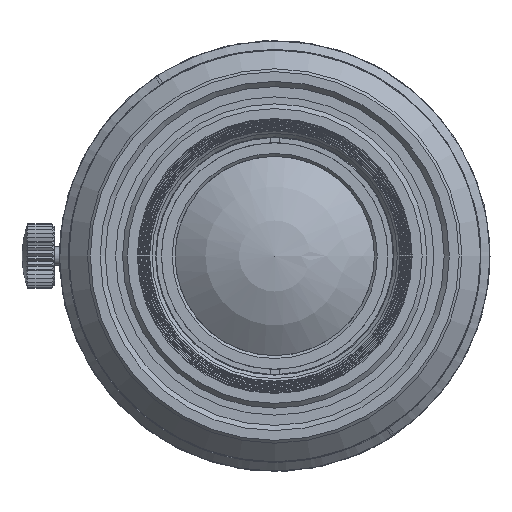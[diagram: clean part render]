
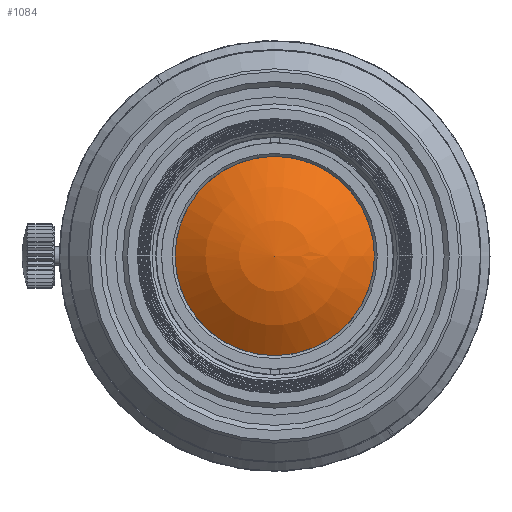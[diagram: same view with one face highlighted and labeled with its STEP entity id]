
A CAD part, left-side view. The second image highlights one B-rep face of the part: STEP entity #1084.
In plain terms, the highlighted spherical face has radius 17.163 mm.
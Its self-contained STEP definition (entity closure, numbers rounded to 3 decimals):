
#125=SPHERICAL_SURFACE('',#9549,17.163);
#674=FACE_OUTER_BOUND('',#3077,.T.);
#1084=ADVANCED_FACE('',(#674),#125,.T.);
#3077=EDGE_LOOP('',(#5652));
#5652=ORIENTED_EDGE('',*,*,#8091,.F.);
#6790=VERTEX_POINT('',#17786);
#8091=EDGE_CURVE('',#6790,#6790,#8918,.T.);
#8918=B_SPLINE_CURVE_WITH_KNOTS('',3,(#17768,#17769,#17770,#17771,#17772,
#17773,#17774,#17775,#17776,#17777,#17778,#17779,#17780,#17781,#17782,#17783,
#17784,#17785),.UNSPECIFIED.,.T.,.F.,(2,2,2,2,2,2,2,2,2,2,2),(-0.125,0.,
0.125,0.25,0.375,0.5,0.625,0.75,0.875,1.,1.125),.UNSPECIFIED.);
#9549=AXIS2_PLACEMENT_3D('',#17848,#11092,#11093);
#11092=DIRECTION('',(1.,0.,0.));
#11093=DIRECTION('',(0.,-1.,0.));
#17768=CARTESIAN_POINT('',(-59.91,10.65,-2.788));
#17769=CARTESIAN_POINT('',(-59.91,10.65,2.788));
#17770=CARTESIAN_POINT('',(-59.91,9.502,5.559));
#17771=CARTESIAN_POINT('',(-59.91,5.559,9.502));
#17772=CARTESIAN_POINT('',(-59.91,2.788,10.65));
#17773=CARTESIAN_POINT('',(-59.91,-2.788,10.65));
#17774=CARTESIAN_POINT('',(-59.91,-5.559,9.502));
#17775=CARTESIAN_POINT('',(-59.91,-9.502,5.559));
#17776=CARTESIAN_POINT('',(-59.91,-10.65,2.788));
#17777=CARTESIAN_POINT('',(-59.91,-10.65,-2.788));
#17778=CARTESIAN_POINT('',(-59.91,-9.502,-5.559));
#17779=CARTESIAN_POINT('',(-59.91,-5.559,-9.502));
#17780=CARTESIAN_POINT('',(-59.91,-2.788,-10.65));
#17781=CARTESIAN_POINT('',(-59.91,2.788,-10.65));
#17782=CARTESIAN_POINT('',(-59.91,5.559,-9.502));
#17783=CARTESIAN_POINT('',(-59.91,9.502,-5.559));
#17784=CARTESIAN_POINT('',(-59.91,10.65,-2.788));
#17785=CARTESIAN_POINT('',(-59.91,10.65,2.788));
#17786=CARTESIAN_POINT('',(-59.907,10.653,0.));
#17848=CARTESIAN_POINT('',(-46.451,0.,0.));
